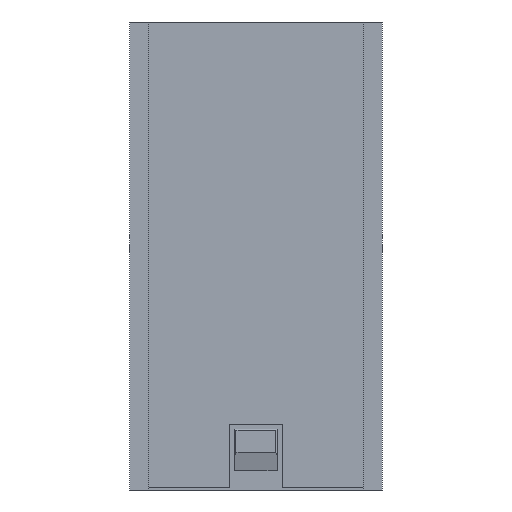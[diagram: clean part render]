
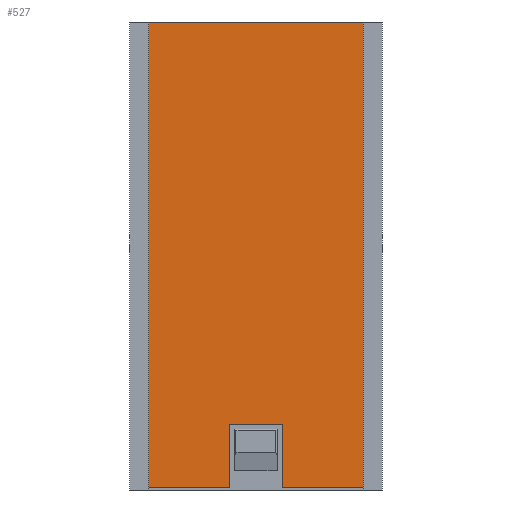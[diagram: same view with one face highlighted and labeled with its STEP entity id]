
A CAD part, front view. The second image highlights one B-rep face of the part: STEP entity #527.
In plain terms, the highlighted planar face has unit normal (0, -1, 0).
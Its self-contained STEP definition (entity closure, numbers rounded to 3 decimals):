
#283=CARTESIAN_POINT('',(618.281,927.253,-50.663));
#284=VERTEX_POINT('',#283);
#291=CARTESIAN_POINT('',(515.281,927.253,-50.663));
#292=VERTEX_POINT('',#291);
#293=CARTESIAN_POINT('',(515.281,927.253,-50.663));
#294=DIRECTION('',(1.,0.,0.));
#295=VECTOR('',#294,103.);
#296=LINE('',#293,#295);
#297=EDGE_CURVE('',#292,#284,#296,.T.);
#456=CARTESIAN_POINT('',(618.281,927.253,168.337));
#457=VERTEX_POINT('',#456);
#464=CARTESIAN_POINT('',(618.281,927.253,168.337));
#465=DIRECTION('',(-0.,-0.,-1.));
#466=VECTOR('',#465,219.);
#467=LINE('',#464,#466);
#468=EDGE_CURVE('',#457,#284,#467,.T.);
#494=CARTESIAN_POINT('',(515.281,927.253,168.337));
#495=VERTEX_POINT('',#494);
#496=CARTESIAN_POINT('',(515.281,927.253,168.337));
#497=DIRECTION('',(-0.,-0.,-1.));
#498=VECTOR('',#497,219.);
#499=LINE('',#496,#498);
#500=EDGE_CURVE('',#495,#292,#499,.T.);
#511=CARTESIAN_POINT('',(569.275,927.253,168.337));
#512=DIRECTION('',(-0.,1.,-0.));
#513=DIRECTION('',(0.,0.,1.));
#514=AXIS2_PLACEMENT_3D('',#511,#512,#513);
#515=PLANE('',#514);
#516=ORIENTED_EDGE('',*,*,#468,.F.);
#517=CARTESIAN_POINT('',(515.281,927.253,168.337));
#518=DIRECTION('',(1.,0.,-0.));
#519=VECTOR('',#518,103.);
#520=LINE('',#517,#519);
#521=EDGE_CURVE('',#495,#457,#520,.T.);
#522=ORIENTED_EDGE('',*,*,#521,.F.);
#523=ORIENTED_EDGE('',*,*,#500,.T.);
#524=ORIENTED_EDGE('',*,*,#297,.T.);
#525=EDGE_LOOP('',(#516,#522,#523,#524));
#526=FACE_BOUND('',#525,.T.);
#527=ADVANCED_FACE('',(#526),#515,.F.);
